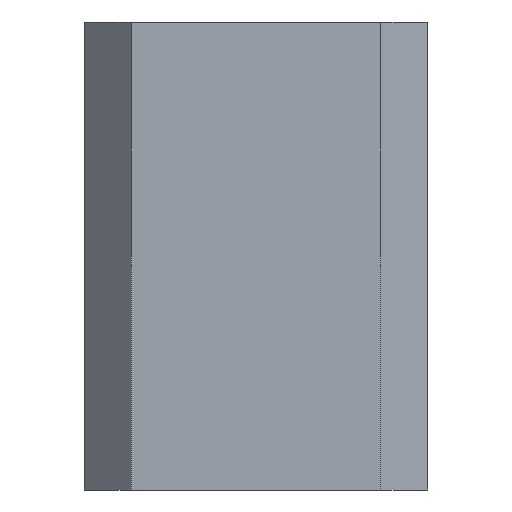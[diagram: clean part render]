
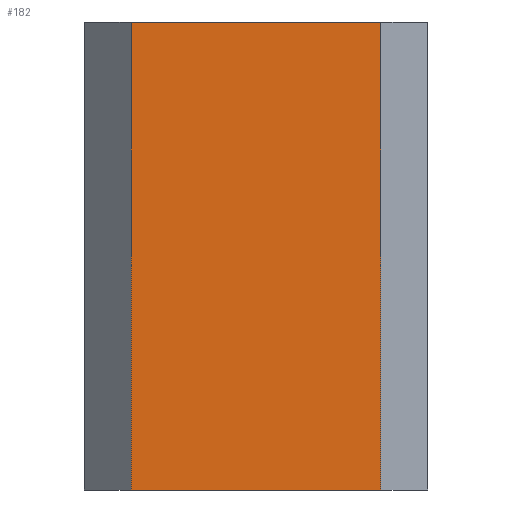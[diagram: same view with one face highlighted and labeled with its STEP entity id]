
A CAD part, left-side view. The second image highlights one B-rep face of the part: STEP entity #182.
In plain terms, the highlighted planar face has unit normal (-1, 0, 0).
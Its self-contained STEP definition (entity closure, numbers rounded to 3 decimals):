
#6 = VECTOR ( 'NONE', #398, 1000. ) ;
#23 = CARTESIAN_POINT ( 'NONE',  ( -17., -3., 30. ) ) ;
#52 = DIRECTION ( 'NONE',  ( 0., -1., 0. ) ) ;
#55 = VECTOR ( 'NONE', #52, 1000. ) ;
#89 = ORIENTED_EDGE ( 'NONE', *, *, #498, .T. ) ;
#103 = VECTOR ( 'NONE', #704, 1000. ) ;
#141 = LINE ( 'NONE', #339, #6 ) ;
#177 = LINE ( 'NONE', #311, #103 ) ;
#182 = ADVANCED_FACE ( 'NONE', ( #488 ), #293, .F. ) ;
#223 = CARTESIAN_POINT ( 'NONE',  ( -17., -3., 0. ) ) ;
#283 = EDGE_CURVE ( 'NONE', #560, #363, #832, .T. ) ;
#293 = PLANE ( 'NONE',  #579 ) ;
#311 = CARTESIAN_POINT ( 'NONE',  ( -17., -3., 30. ) ) ;
#334 = EDGE_CURVE ( 'NONE', #560, #722, #177, .T. ) ;
#339 = CARTESIAN_POINT ( 'NONE',  ( -17., 0., 0. ) ) ;
#350 = CARTESIAN_POINT ( 'NONE',  ( -17., -19., 0. ) ) ;
#363 = VERTEX_POINT ( 'NONE', #836 ) ;
#377 = ORIENTED_EDGE ( 'NONE', *, *, #849, .T. ) ;
#398 = DIRECTION ( 'NONE',  ( 0., -1., 0. ) ) ;
#403 = CARTESIAN_POINT ( 'NONE',  ( -17., -19., 30. ) ) ;
#440 = VERTEX_POINT ( 'NONE', #350 ) ;
#470 = LINE ( 'NONE', #403, #577 ) ;
#488 = FACE_OUTER_BOUND ( 'NONE', #772, .T. ) ;
#492 = DIRECTION ( 'NONE',  ( 1., 0., 0. ) ) ;
#498 = EDGE_CURVE ( 'NONE', #722, #440, #141, .T. ) ;
#560 = VERTEX_POINT ( 'NONE', #23 ) ;
#577 = VECTOR ( 'NONE', #671, 1000. ) ;
#579 = AXIS2_PLACEMENT_3D ( 'NONE', #616, #492, #751 ) ;
#616 = CARTESIAN_POINT ( 'NONE',  ( -17., 0., 30. ) ) ;
#671 = DIRECTION ( 'NONE',  ( 0., 0., 1. ) ) ;
#674 = ORIENTED_EDGE ( 'NONE', *, *, #283, .F. ) ;
#704 = DIRECTION ( 'NONE',  ( 0., 0., -1. ) ) ;
#714 = CARTESIAN_POINT ( 'NONE',  ( -17., 0., 30. ) ) ;
#722 = VERTEX_POINT ( 'NONE', #223 ) ;
#751 = DIRECTION ( 'NONE',  ( 0., 1., 0. ) ) ;
#772 = EDGE_LOOP ( 'NONE', ( #674, #821, #89, #377 ) ) ;
#821 = ORIENTED_EDGE ( 'NONE', *, *, #334, .T. ) ;
#832 = LINE ( 'NONE', #714, #55 ) ;
#836 = CARTESIAN_POINT ( 'NONE',  ( -17., -19., 30. ) ) ;
#849 = EDGE_CURVE ( 'NONE', #440, #363, #470, .T. ) ;
